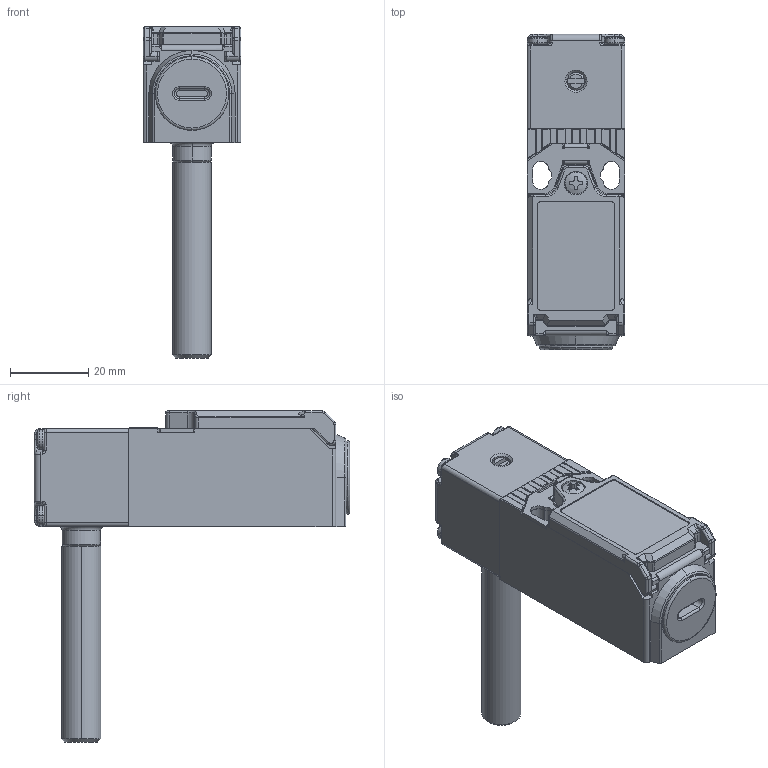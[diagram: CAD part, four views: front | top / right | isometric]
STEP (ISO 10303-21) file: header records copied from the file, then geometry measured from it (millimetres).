
FILE_DESCRIPTION (( 'STEP AP214' ), '1' );
FILE_NAME ('HC-1-193003.STEP', '2015-08-10T17:38:05', ( '' ), ( '' ), 'SwSTEP 2.0', 'SolidWorks 2014', '' );
FILE_SCHEMA (( 'AUTOMOTIVE_DESIGN' ));
Length unit declared in the file: inch
Products named in the file (1): HC-1-193003
Bounding box: 25 x 80.5 x 84.74 mm (x, y, z)
Volume: 29303.1 mm3; surface area: 27770.3 mm2
Topology: 14 solids, 14 shells, 1702 faces, 4338 edges, 2665 vertices
Faces by surface type: plane 700, cylinder 601, torus 170, bspline 93, cone 71, sphere 67
Entity records: 57653 total; most frequent: CARTESIAN_POINT 17268, ORIENTED_EDGE 8524, DIRECTION 8334, EDGE_CURVE 4262, AXIS2_PLACEMENT_3D 2980, VERTEX_POINT 2652, VECTOR 2374, LINE 2374
